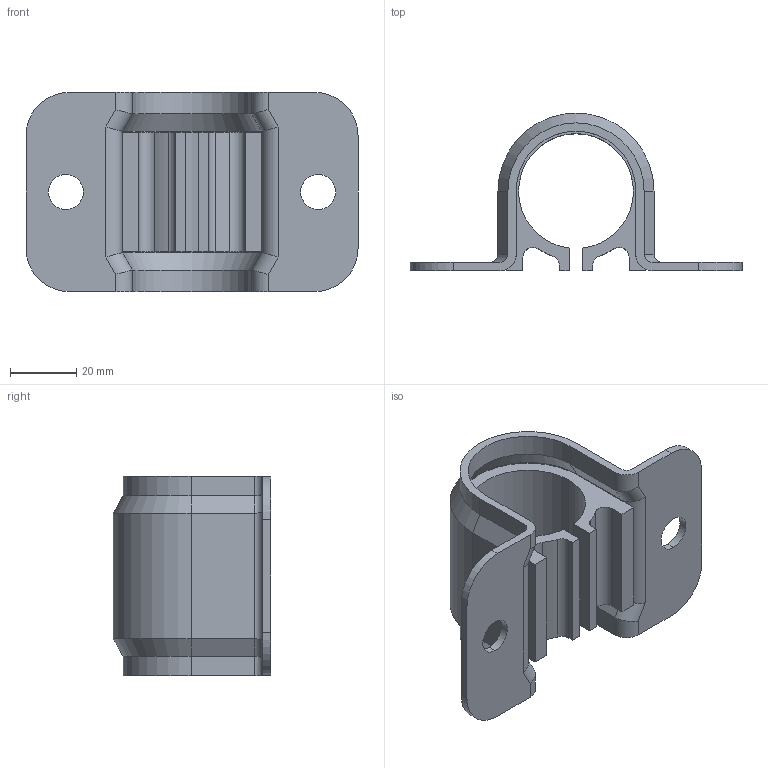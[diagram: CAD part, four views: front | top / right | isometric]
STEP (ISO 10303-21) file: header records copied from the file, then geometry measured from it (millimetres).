
FILE_DESCRIPTION (( 'STEP AP203' ), '1' );
FILE_NAME ('FA-1825-G-2.STEP', '2016-12-12T04:24:56', ( '' ), ( '' ), 'SwSTEP 2.0', 'SolidWorks 2014', '' );
FILE_SCHEMA (( 'CONFIG_CONTROL_DESIGN' ));
Length unit declared in the file: millimetre
Products named in the file (1): FA-1825-G-2
Bounding box: 100 x 47.5 x 60 mm (x, y, z)
Volume: 46621.7 mm3; surface area: 25099.9 mm2
Topology: 1 solids, 1 shells, 92 faces, 234 edges, 144 vertices
Faces by surface type: cylinder 44, plane 44, cone 4
Entity records: 2811 total; most frequent: CARTESIAN_POINT 519, ORIENTED_EDGE 468, DIRECTION 460, EDGE_CURVE 234, LINE 162, VECTOR 162, AXIS2_PLACEMENT_3D 149, VERTEX_POINT 144
